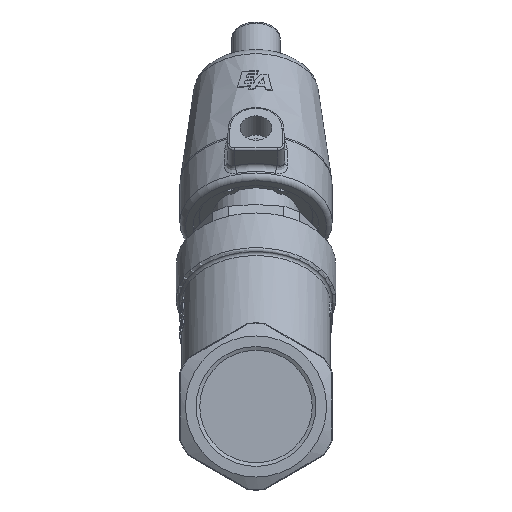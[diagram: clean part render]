
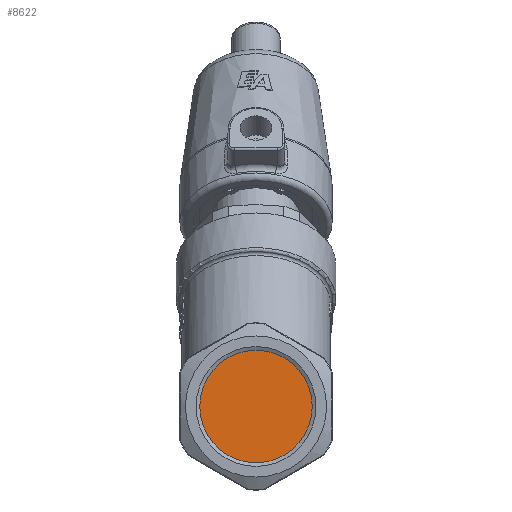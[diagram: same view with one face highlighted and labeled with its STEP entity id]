
A CAD part, front view. The second image highlights one B-rep face of the part: STEP entity #8622.
In plain terms, the highlighted face is planar.
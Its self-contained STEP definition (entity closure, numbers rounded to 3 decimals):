
#576=CIRCLE('',#9395,15.146);
#577=CIRCLE('',#9396,15.146);
#1579=FACE_OUTER_BOUND('',#2088,.T.);
#2088=EDGE_LOOP('',(#7044,#7045));
#3773=VERTEX_POINT('',#17729);
#3774=VERTEX_POINT('',#17731);
#4931=EDGE_CURVE('',#3774,#3773,#576,.T.);
#4932=EDGE_CURVE('',#3773,#3774,#577,.T.);
#7044=ORIENTED_EDGE('',*,*,#4931,.T.);
#7045=ORIENTED_EDGE('',*,*,#4932,.T.);
#8258=PLANE('',#9408);
#8622=ADVANCED_FACE('',(#1579),#8258,.T.);
#9395=AXIS2_PLACEMENT_3D('',#17732,#11008,#11009);
#9396=AXIS2_PLACEMENT_3D('',#17733,#11010,#11011);
#9408=AXIS2_PLACEMENT_3D('',#18257,#11036,#11037);
#11008=DIRECTION('center_axis',(-1.,0.,0.));
#11009=DIRECTION('ref_axis',(0.,0.,1.));
#11010=DIRECTION('center_axis',(-1.,0.,0.));
#11011=DIRECTION('ref_axis',(0.,0.,1.));
#11036=DIRECTION('center_axis',(-1.,0.,0.));
#11037=DIRECTION('ref_axis',(0.,0.,1.));
#17729=CARTESIAN_POINT('',(-18.,0.,-15.146));
#17731=CARTESIAN_POINT('',(-18.,0.,15.146));
#17732=CARTESIAN_POINT('Origin',(-18.,0.,0.));
#17733=CARTESIAN_POINT('Origin',(-18.,0.,0.));
#18257=CARTESIAN_POINT('Origin',(-18.,0.,0.));
